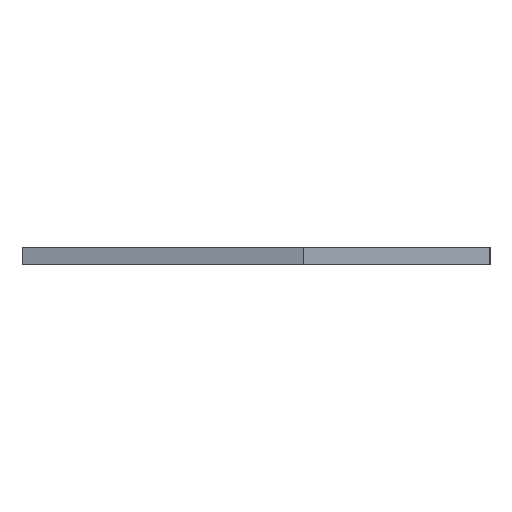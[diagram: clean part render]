
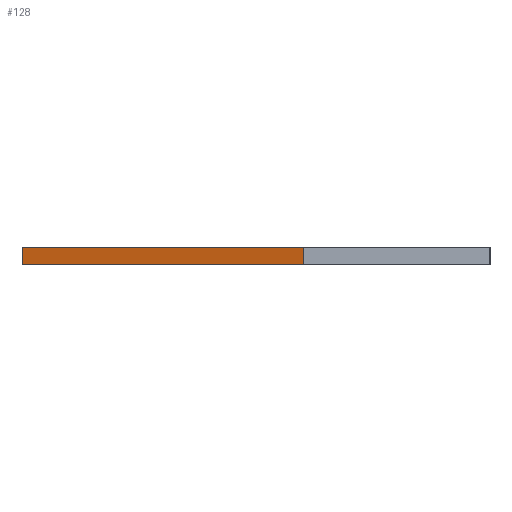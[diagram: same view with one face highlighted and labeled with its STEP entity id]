
A CAD part, left-side view. The second image highlights one B-rep face of the part: STEP entity #128.
In plain terms, the highlighted planar face has unit normal (-0.964, 0.265, 0).
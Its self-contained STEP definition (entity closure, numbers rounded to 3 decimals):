
#92=AXIS2_PLACEMENT_3D('Plane Axis2P3D',#89,#90,#91) ;
#89=CARTESIAN_POINT('Axis2P3D Location',(8.75,53.,0.)) ;
#94=CARTESIAN_POINT('Line Origine',(8.75,53.,1.)) ;
#98=CARTESIAN_POINT('Vertex',(8.75,53.,0.)) ;
#100=CARTESIAN_POINT('Vertex',(8.75,53.,2.)) ;
#103=CARTESIAN_POINT('Line Origine',(4.375,37.075,0.)) ;
#107=CARTESIAN_POINT('Vertex',(0.,21.15,0.)) ;
#110=CARTESIAN_POINT('Line Origine',(0.,21.15,1.)) ;
#114=CARTESIAN_POINT('Vertex',(0.,21.15,2.)) ;
#117=CARTESIAN_POINT('Line Origine',(4.375,37.075,2.)) ;
#90=DIRECTION('Axis2P3D Direction',(-0.964,0.265,0.)) ;
#91=DIRECTION('Axis2P3D XDirection',(-0.265,-0.964,-0.)) ;
#95=DIRECTION('Vector Direction',(0.,0.,1.)) ;
#104=DIRECTION('Vector Direction',(-0.265,-0.964,0.)) ;
#111=DIRECTION('Vector Direction',(0.,0.,1.)) ;
#118=DIRECTION('Vector Direction',(-0.265,-0.964,0.)) ;
#96=VECTOR('Line Direction',#95,1.) ;
#105=VECTOR('Line Direction',#104,1.) ;
#112=VECTOR('Line Direction',#111,1.) ;
#119=VECTOR('Line Direction',#118,1.) ;
#123=ORIENTED_EDGE('',*,*,#102,.F.) ;
#124=ORIENTED_EDGE('',*,*,#109,.T.) ;
#125=ORIENTED_EDGE('',*,*,#116,.T.) ;
#126=ORIENTED_EDGE('',*,*,#121,.F.) ;
#128=ADVANCED_FACE('Hauptkoerper',(#127),#93,.T.) ;
#102=EDGE_CURVE('',#99,#101,#97,.T.) ;
#109=EDGE_CURVE('',#99,#108,#106,.T.) ;
#116=EDGE_CURVE('',#108,#115,#113,.T.) ;
#121=EDGE_CURVE('',#101,#115,#120,.T.) ;
#122=EDGE_LOOP('',(#123,#124,#125,#126)) ;
#127=FACE_OUTER_BOUND('',#122,.T.) ;
#97=LINE('Line',#94,#96) ;
#106=LINE('Line',#103,#105) ;
#113=LINE('Line',#110,#112) ;
#120=LINE('Line',#117,#119) ;
#93=PLANE('',#92) ;
#99=VERTEX_POINT('',#98) ;
#101=VERTEX_POINT('',#100) ;
#108=VERTEX_POINT('',#107) ;
#115=VERTEX_POINT('',#114) ;
